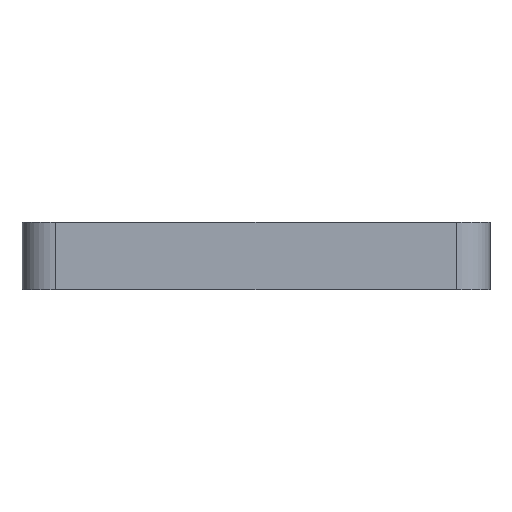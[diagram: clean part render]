
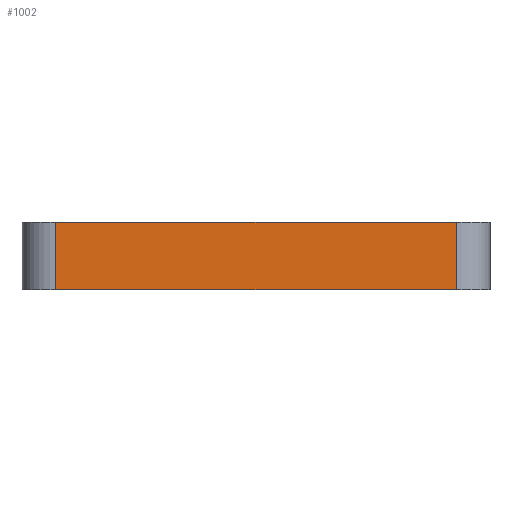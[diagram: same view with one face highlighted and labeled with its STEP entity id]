
A CAD part, front view. The second image highlights one B-rep face of the part: STEP entity #1002.
In plain terms, the highlighted face is planar.
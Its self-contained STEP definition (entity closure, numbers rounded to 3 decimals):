
#187 = CARTESIAN_POINT ( 'NONE',  ( 46.75, -1.5, 0. ) ) ;
#273 = ORIENTED_EDGE ( 'NONE', *, *, #1528, .T. ) ;
#313 = CARTESIAN_POINT ( 'NONE',  ( 46.75, 0.5, 4. ) ) ;
#405 = CARTESIAN_POINT ( 'NONE',  ( 46.75, 0.5, 4. ) ) ;
#478 = ORIENTED_EDGE ( 'NONE', *, *, #1088, .T. ) ;
#485 = VERTEX_POINT ( 'NONE', #1618 ) ;
#677 = EDGE_LOOP ( 'NONE', ( #1524, #478, #273, #723 ) ) ;
#702 = DIRECTION ( 'NONE',  ( 0., 0., 1. ) ) ;
#703 = CARTESIAN_POINT ( 'NONE',  ( 46.75, 24.15, 0. ) ) ;
#715 = VECTOR ( 'NONE', #1038, 1000. ) ;
#723 = ORIENTED_EDGE ( 'NONE', *, *, #1258, .T. ) ;
#755 = VERTEX_POINT ( 'NONE', #703 ) ;
#793 = AXIS2_PLACEMENT_3D ( 'NONE', #1076, #1117, #1070 ) ;
#794 = FACE_OUTER_BOUND ( 'NONE', #677, .T. ) ;
#829 = EDGE_CURVE ( 'NONE', #1287, #485, #1240, .T. ) ;
#971 = CARTESIAN_POINT ( 'NONE',  ( 46.75, -1.5, 4. ) ) ;
#990 = CARTESIAN_POINT ( 'NONE',  ( 46.75, 24.15, 4. ) ) ;
#1002 = ADVANCED_FACE ( 'NONE', ( #794 ), #1052, .F. ) ;
#1028 = CARTESIAN_POINT ( 'NONE',  ( 46.75, 0.5, 0. ) ) ;
#1038 = DIRECTION ( 'NONE',  ( 0., 0., -1. ) ) ;
#1052 = PLANE ( 'NONE',  #793 ) ;
#1070 = DIRECTION ( 'NONE',  ( 0., 0., 1. ) ) ;
#1076 = CARTESIAN_POINT ( 'NONE',  ( 46.75, -1.5, 4. ) ) ;
#1088 = EDGE_CURVE ( 'NONE', #1287, #1384, #1747, .T. ) ;
#1107 = DIRECTION ( 'NONE',  ( 0., 1., 0. ) ) ;
#1117 = DIRECTION ( 'NONE',  ( -1., 0., 0. ) ) ;
#1240 = LINE ( 'NONE', #971, #1558 ) ;
#1258 = EDGE_CURVE ( 'NONE', #755, #485, #1342, .T. ) ;
#1287 = VERTEX_POINT ( 'NONE', #405 ) ;
#1342 = LINE ( 'NONE', #990, #1361 ) ;
#1361 = VECTOR ( 'NONE', #702, 1000. ) ;
#1384 = VERTEX_POINT ( 'NONE', #1028 ) ;
#1524 = ORIENTED_EDGE ( 'NONE', *, *, #829, .F. ) ;
#1528 = EDGE_CURVE ( 'NONE', #1384, #755, #1711, .T. ) ;
#1558 = VECTOR ( 'NONE', #1107, 1000. ) ;
#1618 = CARTESIAN_POINT ( 'NONE',  ( 46.75, 24.15, 4. ) ) ;
#1621 = VECTOR ( 'NONE', #1691, 1000. ) ;
#1691 = DIRECTION ( 'NONE',  ( 0., 1., 0. ) ) ;
#1711 = LINE ( 'NONE', #187, #1621 ) ;
#1747 = LINE ( 'NONE', #313, #715 ) ;
